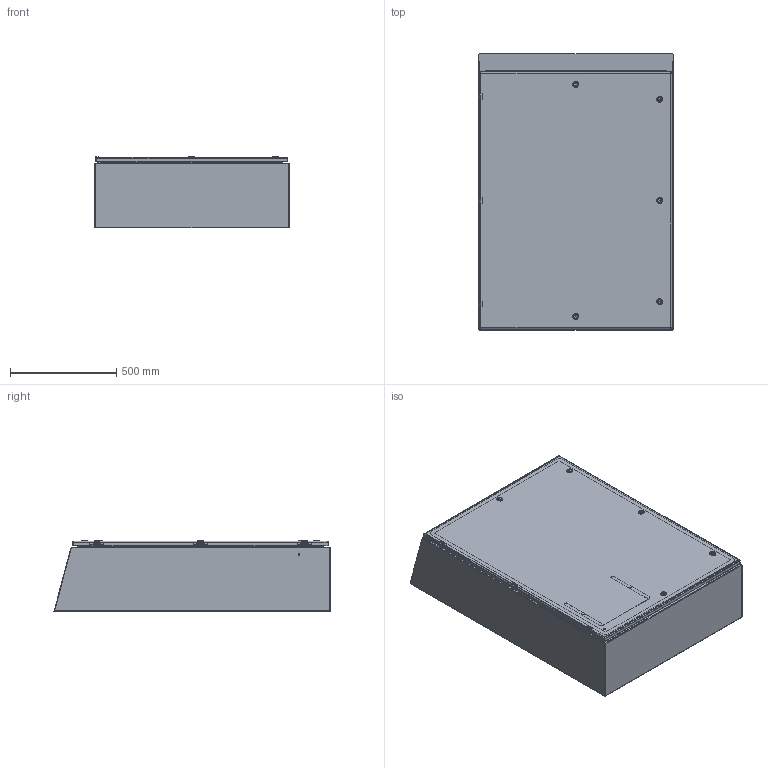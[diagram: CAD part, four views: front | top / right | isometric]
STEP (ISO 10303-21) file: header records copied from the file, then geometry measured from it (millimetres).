
FILE_DESCRIPTION (( 'STEP AP203' ), '1' );
FILE_NAME ('SCE-48EL3612SSST.step', '2021-02-09T16:53:28', ( 'ADC123' ), ( 'Microsoft' ), 'SwSTEP 2.0', 'SolidWorks 2019', '' );
FILE_SCHEMA (( 'CONFIG_CONTROL_DESIGN' ));
Products named in the file (1): SCE-48EL3612SSST
Bounding box: 914.4 x 1299.91 x 336.71 mm (x, y, z)
Surface area: 10303272.2 mm2 (no closed solid volume)
Topology: 0 solids, 81 shells, 4758 faces, 12254 edges, 7677 vertices
Faces by surface type: plane 2325, cylinder 1312, bspline 961, cone 111, torus 49
Full cylindrical faces by diameter (mm): 3.454 x3, 3.962 x3, 3.978 x3, 4.318 x9, 4.369 x6, 4.978 x12, 5 x5, 5.156 x6, 5.182 x6, 5.2 x6, 5.5 x5, 5.537 x3, 6.198 x6, 6.299 x4, 6.35 x6, 6.363 x2, 6.756 x6, 7.137 x4, 8.433 x8, 9.296 x8, 9.322 x8, 9.525 x6, 9.9 x5, 10 x5, 11.112 x4, 12.7 x8, 12.8 x5, 13.5 x5, 14.288 x2, 16 x5
Entity records: 194661 total; most frequent: CARTESIAN_POINT 90420, ORIENTED_EDGE 22973, DIRECTION 18922, EDGE_CURVE 11494, VERTEX_POINT 7442, AXIS2_PLACEMENT_3D 6446, VECTOR 6030, LINE 6030
